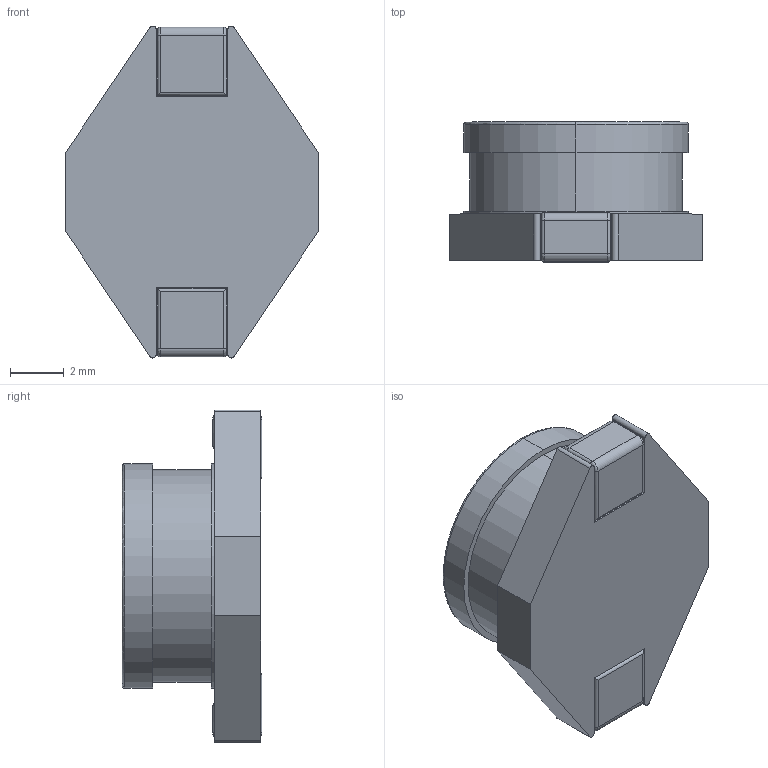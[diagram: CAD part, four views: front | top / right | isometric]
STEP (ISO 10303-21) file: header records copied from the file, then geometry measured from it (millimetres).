
FILE_DESCRIPTION (( 'STEP AP214' ), '1' );
FILE_NAME ('Coilcraft-PA6512-AE.STEP', '2018-12-13T22:22:14', ( '' ), ( '' ), 'SwSTEP 2.0', 'SolidWorks 2018', '' );
FILE_SCHEMA (( 'AUTOMOTIVE_DESIGN' ));
Length unit declared in the file: millimetre
Products named in the file (1): Coilcraft-PA6512-AE
Bounding box: 9.4 x 5.21 x 12.37 mm (x, y, z)
Volume: 322.5 mm3; surface area: 398.6 mm2
Topology: 1 solids, 1 shells, 284 faces, 784 edges, 514 vertices
Faces by surface type: bspline 183, plane 67, cylinder 34
Entity records: 13172 total; most frequent: CARTESIAN_POINT 4028, ORIENTED_EDGE 1568, EDGE_CURVE 784, DIRECTION 678, VERTEX_POINT 514, LINE 366, VECTOR 366, B_SPLINE_CURVE_WITH_KNOTS 346
